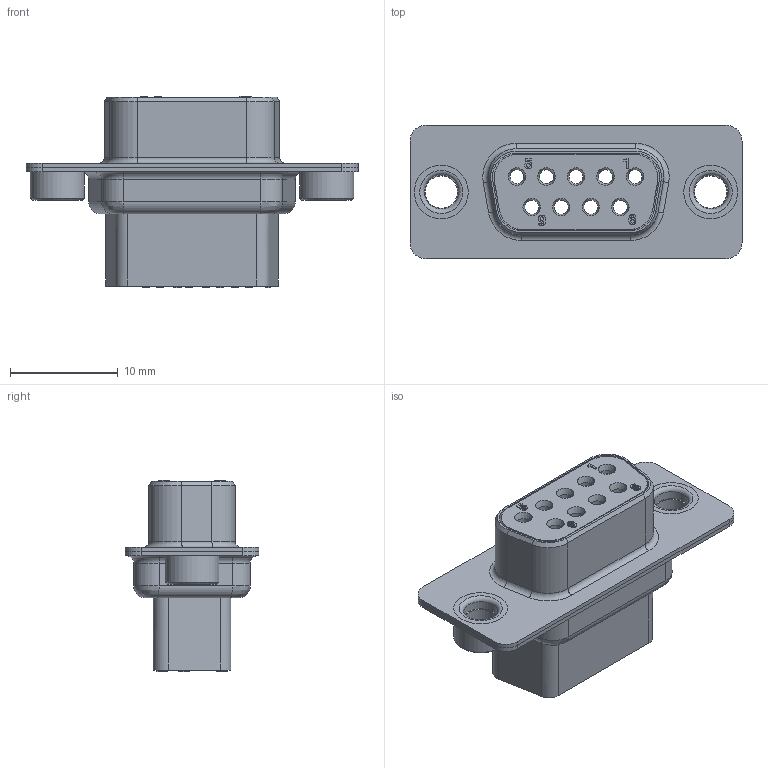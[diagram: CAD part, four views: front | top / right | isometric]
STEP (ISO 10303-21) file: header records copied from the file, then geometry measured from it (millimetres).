
FILE_DESCRIPTION(/* description */ ('I09SX'),/* implementation_level */ '2;1');
FILE_NAME(/* name */ 'K061863.stp',/* time_stamp */ '2015-01-09T08:14:38+01:00',/* author */ ('M. Rickli'),/* organization */ (''),/* preprocessor_version */ 'ST-DEVELOPER v15.6',/* originating_system */ 'Autodesk Inventor 2015',/* authorisation */ '');
FILE_SCHEMA (('AUTOMOTIVE_DESIGN { 1 0 10303 214 3 1 1 }'));
Length unit declared in the file: millimetre
Products named in the file (5): N00667_BG; R+B00142_BG; R+B00137_BG; R+B00108_female_BG; K061863
Assembly tree (5 placements, depth 2):
  K061863
    N00667_BG
    R+B00142_BG
    R+B00137_BG
    R+B00108_female_BG  x2
Bounding box: 30.8 x 12.4 x 17.75 mm (x, y, z)
Volume: 1809.9 mm3; surface area: 4291.4 mm2
Topology: 5 solids, 5 shells, 355 faces, 836 edges, 532 vertices
Faces by surface type: plane 169, cylinder 110, bspline 37, torus 22, cone 17
Full cylindrical faces by diameter (mm): 0.242 x1, 0.281 x1, 1.3 x9, 2.3 x9, 3 x2, 3.2 x2, 4 x2, 4.06 x4, 5 x6
Entity records: 12509 total; most frequent: CARTESIAN_POINT 4597, DIRECTION 1619, ORIENTED_EDGE 1526, EDGE_CURVE 763, AXIS2_PLACEMENT_3D 588, VERTEX_POINT 510, EDGE_LOOP 455, LINE 443
